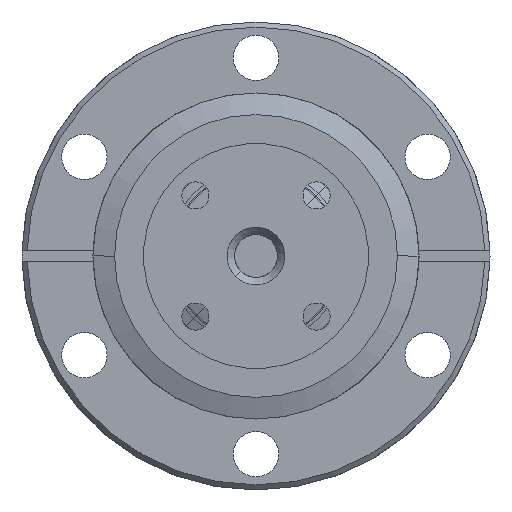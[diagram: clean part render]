
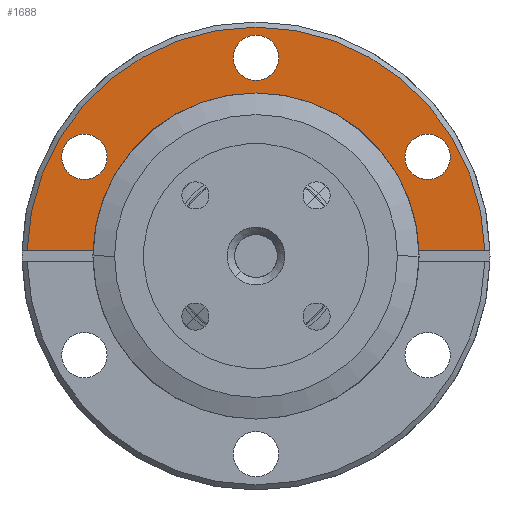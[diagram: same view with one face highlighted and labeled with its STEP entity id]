
A CAD part, left-side view. The second image highlights one B-rep face of the part: STEP entity #1688.
In plain terms, the highlighted planar face has unit normal (-1, 0, 0).
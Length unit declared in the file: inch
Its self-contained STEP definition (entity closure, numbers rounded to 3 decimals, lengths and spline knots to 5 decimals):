
#31 = AXIS2_PLACEMENT_3D ( 'NONE', #6826, #8004, #8003 ) ;
#42 = AXIS2_PLACEMENT_3D ( 'NONE', #8002, #7995, #7994 ) ;
#61 = AXIS2_PLACEMENT_3D ( 'NONE', #6813, #6846, #6815 ) ;
#92 = AXIS2_PLACEMENT_3D ( 'NONE', #7774, #7857, #7856 ) ;
#110 = AXIS2_PLACEMENT_3D ( 'NONE', #7585, #7032, #7244 ) ;
#118 = AXIS2_PLACEMENT_3D ( 'NONE', #7214, #7258, #7312 ) ;
#120 = AXIS2_PLACEMENT_3D ( 'NONE', #7101, #7469, #7477 ) ;
#138 = AXIS2_PLACEMENT_3D ( 'NONE', #7102, #7193, #7195 ) ;
#1688 = ADVANCED_FACE ( 'NONE', ( #10713, #8330, #10714, #10718 ), #12032, .F. ) ;
#2137 = EDGE_LOOP ( 'NONE', ( #6258, #6288 ) ) ;
#2206 = EDGE_LOOP ( 'NONE', ( #8522, #8515 ) ) ;
#2236 = EDGE_LOOP ( 'NONE', ( #8521, #6138, #6185, #6277 ) ) ;
#2237 = EDGE_LOOP ( 'NONE', ( #6187, #6278 ) ) ;
#2465 = CIRCLE ( 'NONE', #110, 0.1325 ) ;
#2486 = CIRCLE ( 'NONE', #118, 0.1325 ) ;
#2492 = CIRCLE ( 'NONE', #120, 0.1325 ) ;
#2507 = CIRCLE ( 'NONE', #138, 0.1325 ) ;
#2597 = LINE ( 'NONE', #6905, #2601 ) ;
#2601 = VECTOR ( 'NONE', #6956, 39.37008 ) ;
#2620 = LINE ( 'NONE', #7993, #2629 ) ;
#2624 = CIRCLE ( 'NONE', #61, 1.335 ) ;
#2626 = CIRCLE ( 'NONE', #31, 0.1325 ) ;
#2629 = VECTOR ( 'NONE', #7992, 39.37008 ) ;
#2632 = CIRCLE ( 'NONE', #42, 0.1325 ) ;
#6138 = ORIENTED_EDGE ( 'NONE', *, *, #9788, .F. ) ;
#6185 = ORIENTED_EDGE ( 'NONE', *, *, #9803, .T. ) ;
#6187 = ORIENTED_EDGE ( 'NONE', *, *, #9808, .F. ) ;
#6258 = ORIENTED_EDGE ( 'NONE', *, *, #9683, .F. ) ;
#6277 = ORIENTED_EDGE ( 'NONE', *, *, #9809, .F. ) ;
#6278 = ORIENTED_EDGE ( 'NONE', *, *, #9667, .F. ) ;
#6288 = ORIENTED_EDGE ( 'NONE', *, *, #9662, .F. ) ;
#6813 = CARTESIAN_POINT ( 'NONE',  ( 0.5, 0., 0. ) ) ;
#6815 = DIRECTION ( 'NONE',  ( 0., 1., 0. ) ) ;
#6826 = CARTESIAN_POINT ( 'NONE',  ( 0.5, 1.00113, 0.578 ) ) ;
#6846 = DIRECTION ( 'NONE',  ( -1., 0., 0. ) ) ;
#6905 = CARTESIAN_POINT ( 'NONE',  ( 0.5, -1.38335, 0.03 ) ) ;
#6956 = DIRECTION ( 'NONE',  ( 0., 1., 0. ) ) ;
#7032 = DIRECTION ( 'NONE',  ( -1., 0., 0. ) ) ;
#7101 = CARTESIAN_POINT ( 'NONE',  ( 0.5, 0., 1.156 ) ) ;
#7102 = CARTESIAN_POINT ( 'NONE',  ( 0.5, -1.00113, 0.578 ) ) ;
#7193 = DIRECTION ( 'NONE',  ( -1., 0., 0. ) ) ;
#7195 = DIRECTION ( 'NONE',  ( 0., 0., 1. ) ) ;
#7214 = CARTESIAN_POINT ( 'NONE',  ( 0.5, -1.00113, 0.578 ) ) ;
#7244 = DIRECTION ( 'NONE',  ( 0., 0., 1. ) ) ;
#7258 = DIRECTION ( 'NONE',  ( -1., 0., 0. ) ) ;
#7312 = DIRECTION ( 'NONE',  ( 0., 0., 1. ) ) ;
#7469 = DIRECTION ( 'NONE',  ( -1., 0., 0. ) ) ;
#7477 = DIRECTION ( 'NONE',  ( 0., 0., 1. ) ) ;
#7585 = CARTESIAN_POINT ( 'NONE',  ( 0.5, 1.00113, 0.578 ) ) ;
#7774 = CARTESIAN_POINT ( 'NONE',  ( 0.5, 0., 0. ) ) ;
#7775 = CARTESIAN_POINT ( 'NONE',  ( 0.5, -1.33466, 0.03 ) ) ;
#7780 = CARTESIAN_POINT ( 'NONE',  ( 0.5, 0., 1.0235 ) ) ;
#7813 = CARTESIAN_POINT ( 'NONE',  ( 0.5, 0., 1.2885 ) ) ;
#7856 = DIRECTION ( 'NONE',  ( 0., -1., 0. ) ) ;
#7857 = DIRECTION ( 'NONE',  ( -1., 0., 0. ) ) ;
#7891 = CARTESIAN_POINT ( 'NONE',  ( 0.5, 0.95053, 0.03 ) ) ;
#7898 = CARTESIAN_POINT ( 'NONE',  ( 0.5, 1.00113, 0.4455 ) ) ;
#7937 = CARTESIAN_POINT ( 'NONE',  ( 0.5, -1.00113, 0.7105 ) ) ;
#7965 = CARTESIAN_POINT ( 'NONE',  ( 0.5, 1.33466, 0.03 ) ) ;
#7990 = CARTESIAN_POINT ( 'NONE',  ( 0.5, 1.00113, 0.7105 ) ) ;
#7992 = DIRECTION ( 'NONE',  ( 0., 1., 0. ) ) ;
#7993 = CARTESIAN_POINT ( 'NONE',  ( 0.5, 1.38335, 0.03 ) ) ;
#7994 = DIRECTION ( 'NONE',  ( 0., 0., 1. ) ) ;
#7995 = DIRECTION ( 'NONE',  ( -1., 0., 0. ) ) ;
#8002 = CARTESIAN_POINT ( 'NONE',  ( 0.5, 0., 1.156 ) ) ;
#8003 = DIRECTION ( 'NONE',  ( 0., 0., 1. ) ) ;
#8004 = DIRECTION ( 'NONE',  ( -1., 0., 0. ) ) ;
#8032 = CARTESIAN_POINT ( 'NONE',  ( 0.5, -1.00113, 0.4455 ) ) ;
#8074 = CARTESIAN_POINT ( 'NONE',  ( 0.5, -0.95053, 0.03 ) ) ;
#8330 = FACE_BOUND ( 'NONE', #2206, .T. ) ;
#8515 = ORIENTED_EDGE ( 'NONE', *, *, #9647, .F. ) ;
#8521 = ORIENTED_EDGE ( 'NONE', *, *, #9603, .F. ) ;
#8522 = ORIENTED_EDGE ( 'NONE', *, *, #9805, .F. ) ;
#9246 = AXIS2_PLACEMENT_3D ( 'NONE', #11958, #12043, #11881 ) ;
#9603 = EDGE_CURVE ( 'NONE', #11804, #11415, #13454, .T. ) ;
#9647 = EDGE_CURVE ( 'NONE', #11580, #11527, #2465, .T. ) ;
#9662 = EDGE_CURVE ( 'NONE', #11364, #11815, #2486, .T. ) ;
#9667 = EDGE_CURVE ( 'NONE', #11817, #11604, #2492, .T. ) ;
#9683 = EDGE_CURVE ( 'NONE', #11815, #11364, #2507, .T. ) ;
#9788 = EDGE_CURVE ( 'NONE', #11843, #11804, #2597, .T. ) ;
#9803 = EDGE_CURVE ( 'NONE', #11843, #11800, #2624, .T. ) ;
#9805 = EDGE_CURVE ( 'NONE', #11527, #11580, #2626, .T. ) ;
#9808 = EDGE_CURVE ( 'NONE', #11604, #11817, #2632, .T. ) ;
#9809 = EDGE_CURVE ( 'NONE', #11415, #11800, #2620, .T. ) ;
#10713 = FACE_BOUND ( 'NONE', #2237, .T. ) ;
#10714 = FACE_OUTER_BOUND ( 'NONE', #2236, .T. ) ;
#10718 = FACE_BOUND ( 'NONE', #2137, .T. ) ;
#11364 = VERTEX_POINT ( 'NONE', #8032 ) ;
#11415 = VERTEX_POINT ( 'NONE', #7891 ) ;
#11527 = VERTEX_POINT ( 'NONE', #7990 ) ;
#11580 = VERTEX_POINT ( 'NONE', #7898 ) ;
#11604 = VERTEX_POINT ( 'NONE', #7813 ) ;
#11800 = VERTEX_POINT ( 'NONE', #7965 ) ;
#11804 = VERTEX_POINT ( 'NONE', #8074 ) ;
#11815 = VERTEX_POINT ( 'NONE', #7937 ) ;
#11817 = VERTEX_POINT ( 'NONE', #7780 ) ;
#11843 = VERTEX_POINT ( 'NONE', #7775 ) ;
#11881 = DIRECTION ( 'NONE',  ( 0., 1., 0. ) ) ;
#11958 = CARTESIAN_POINT ( 'NONE',  ( 0.5, 1.365, 0. ) ) ;
#12032 = PLANE ( 'NONE',  #9246 ) ;
#12043 = DIRECTION ( 'NONE',  ( 1., 0., 0. ) ) ;
#13454 = CIRCLE ( 'NONE', #92, 0.951 ) ;
